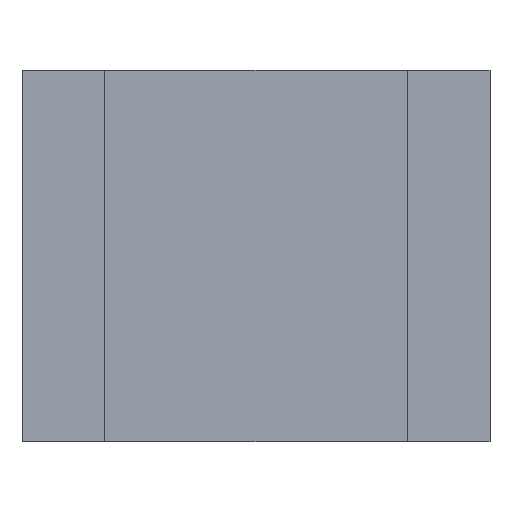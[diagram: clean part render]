
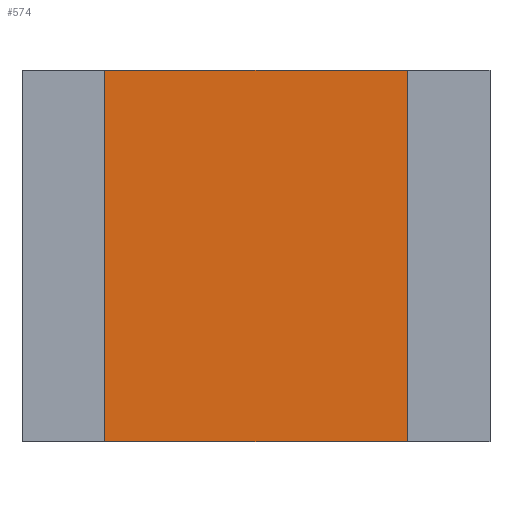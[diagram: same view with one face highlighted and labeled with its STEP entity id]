
A CAD part, top view. The second image highlights one B-rep face of the part: STEP entity #574.
In plain terms, the highlighted planar face has unit normal (0, 0, 1).
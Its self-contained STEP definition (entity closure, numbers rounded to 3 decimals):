
#13 = CARTESIAN_POINT ( 'NONE',  ( -1.1, 1.349, 0.699 ) ) ;
#30 = DIRECTION ( 'NONE',  ( 1., 0., 0. ) ) ;
#31 = CARTESIAN_POINT ( 'NONE',  ( -1.1, -1.349, 0.699 ) ) ;
#41 = DIRECTION ( 'NONE',  ( 1., 0., 0. ) ) ;
#80 = ORIENTED_EDGE ( 'NONE', *, *, #93, .T. ) ;
#93 = EDGE_CURVE ( 'NONE', #156, #137, #860, .T. ) ;
#108 = ORIENTED_EDGE ( 'NONE', *, *, #333, .F. ) ;
#115 = CARTESIAN_POINT ( 'NONE',  ( 1.1, -1.349, 0.699 ) ) ;
#137 = VERTEX_POINT ( 'NONE', #115 ) ;
#156 = VERTEX_POINT ( 'NONE', #31 ) ;
#221 = LINE ( 'NONE', #480, #388 ) ;
#255 = DIRECTION ( 'NONE',  ( -1., 0., 0. ) ) ;
#271 = VECTOR ( 'NONE', #255, 1000. ) ;
#283 = VECTOR ( 'NONE', #984, 1000. ) ;
#328 = DIRECTION ( 'NONE',  ( 0., -1., 0. ) ) ;
#333 = EDGE_CURVE ( 'NONE', #841, #137, #221, .T. ) ;
#338 = LINE ( 'NONE', #770, #271 ) ;
#371 = EDGE_CURVE ( 'NONE', #1009, #156, #497, .T. ) ;
#388 = VECTOR ( 'NONE', #328, 1000. ) ;
#406 = CARTESIAN_POINT ( 'NONE',  ( 1.1, 1.349, 0.699 ) ) ;
#445 = PLANE ( 'NONE',  #600 ) ;
#449 = EDGE_CURVE ( 'NONE', #841, #1009, #338, .T. ) ;
#480 = CARTESIAN_POINT ( 'NONE',  ( 1.1, 1.348, 0.699 ) ) ;
#497 = LINE ( 'NONE', #1070, #283 ) ;
#541 = ORIENTED_EDGE ( 'NONE', *, *, #449, .T. ) ;
#574 = ADVANCED_FACE ( 'NONE', ( #856 ), #445, .T. ) ;
#600 = AXIS2_PLACEMENT_3D ( 'NONE', #708, #1030, #30 ) ;
#619 = CARTESIAN_POINT ( 'NONE',  ( -1.1, -1.349, 0.699 ) ) ;
#657 = ORIENTED_EDGE ( 'NONE', *, *, #371, .T. ) ;
#708 = CARTESIAN_POINT ( 'NONE',  ( -400000.04, 1.348, 0.699 ) ) ;
#770 = CARTESIAN_POINT ( 'NONE',  ( -400000.04, 1.349, 0.699 ) ) ;
#841 = VERTEX_POINT ( 'NONE', #406 ) ;
#846 = VECTOR ( 'NONE', #41, 1000. ) ;
#856 = FACE_OUTER_BOUND ( 'NONE', #943, .T. ) ;
#860 = LINE ( 'NONE', #619, #846 ) ;
#943 = EDGE_LOOP ( 'NONE', ( #657, #80, #108, #541 ) ) ;
#984 = DIRECTION ( 'NONE',  ( 0., -1., 0. ) ) ;
#1009 = VERTEX_POINT ( 'NONE', #13 ) ;
#1030 = DIRECTION ( 'NONE',  ( 0., 0., 1. ) ) ;
#1070 = CARTESIAN_POINT ( 'NONE',  ( -1.1, 1.348, 0.699 ) ) ;
